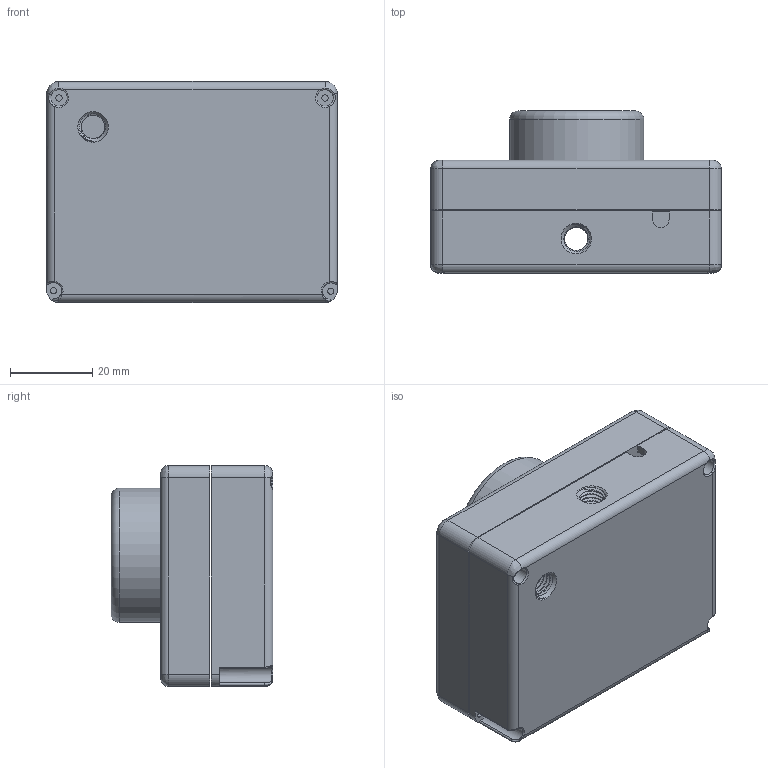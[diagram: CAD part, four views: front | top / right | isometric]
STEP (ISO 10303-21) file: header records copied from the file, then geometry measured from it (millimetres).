
FILE_DESCRIPTION(/* description */ (''),/* implementation_level */ '2;1');
FILE_NAME(/* name */ 'HadesVR Remix Base Station.step',/* time_stamp */ '2025-04-05T10:46:40+02:00',/* author */ (''),/* organization */ (''),/* preprocessor_version */ 'ST-DEVELOPER v20.1',/* originating_system */ 'Autodesk Translation Framework v14.4.0.0',/* authorisation */ '');
FILE_SCHEMA (('AUTOMOTIVE_DESIGN { 1 0 10303 214 3 1 1 }'));
Length unit declared in the file: millimetre
Products named in the file (7): HadesVR Base Station; Component1; Component2; Component5; Component6; Component7; Component8
Assembly tree (6 placements, depth 2):
  HadesVR Base Station
    Component1
    Component2
    Component5
    Component6
    Component7
    Component8
Bounding box: 70.5 x 39.27 x 53.6 mm (x, y, z)
Volume: 55965.9 mm3; surface area: 30286.3 mm2
Topology: 3 solids, 3 shells, 254 faces, 662 edges, 423 vertices
Faces by surface type: plane 129, cylinder 82, bspline 26, cone 12, torus 5
Full cylindrical faces by diameter (mm): 1.5 x10, 2 x2, 3.6 x1, 4 x4, 5.7 x9, 7.4 x1, 7.618 x1, 19 x1, 32.514 x1
Entity records: 11227 total; most frequent: CARTESIAN_POINT 4826, ORIENTED_EDGE 1324, DIRECTION 1248, EDGE_CURVE 662, VERTEX_POINT 423, AXIS2_PLACEMENT_3D 422, LINE 404, VECTOR 404
